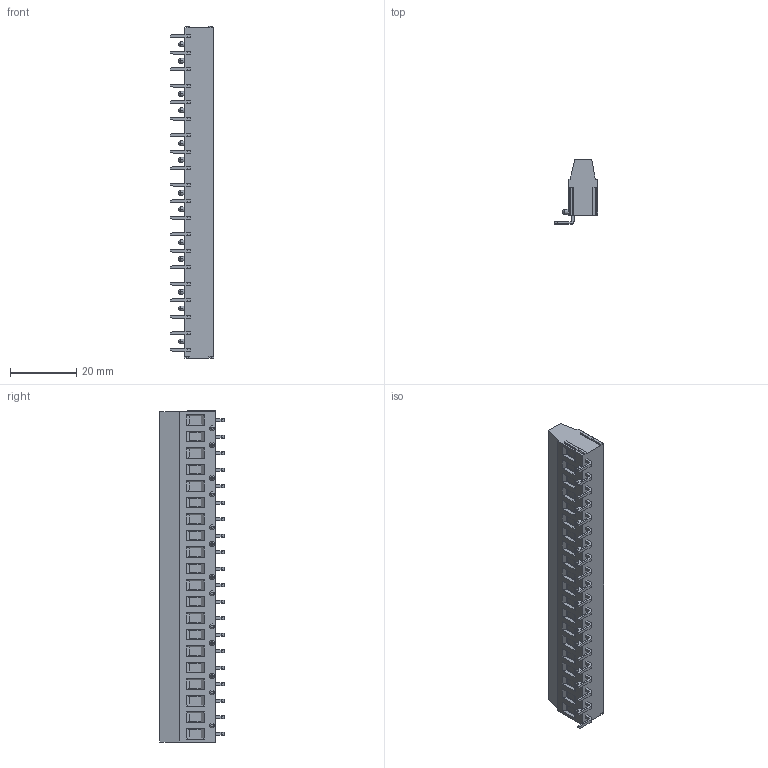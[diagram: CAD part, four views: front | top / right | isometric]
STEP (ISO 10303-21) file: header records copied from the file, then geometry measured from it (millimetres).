
FILE_DESCRIPTION((''),'2;1');
FILE_NAME('PRT0050','2024-11-02T',('yanfa'),(''),'PRO/ENGINEER BY PARAMETRIC TECHNOLOGY CORPORATION, 2009280','PRO/ENGINEER BY PARAMETRIC TECHNOLOGY CORPORATION, 2009280','');
FILE_SCHEMA(('AUTOMOTIVE_DESIGN_CC2 { 1 2 10303 214 -1 1 5 2 }'));
Length unit declared in the file: millimetre
Products named in the file (1): PRT0050
Bounding box: 13.1 x 19.45 x 100.56 mm (x, y, z)
Volume: 12849.3 mm3; surface area: 7165 mm2
Topology: 1 solids, 1 shells, 907 faces, 2170 edges, 1358 vertices
Faces by surface type: plane 519, cylinder 242, cone 80, torus 40, bspline 26
Entity records: 26870 total; most frequent: CARTESIAN_POINT 5537, DIRECTION 4508, ORIENTED_EDGE 4340, EDGE_CURVE 2170, AXIS2_PLACEMENT_3D 1537, VECTOR 1434, LINE 1434, VERTEX_POINT 1358
